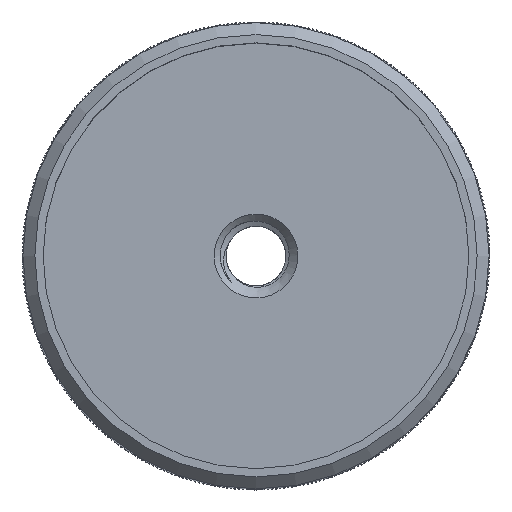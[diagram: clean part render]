
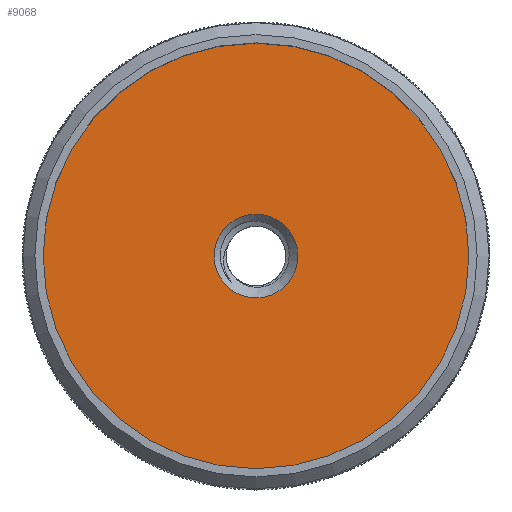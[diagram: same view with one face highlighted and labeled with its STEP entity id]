
A CAD part, top view. The second image highlights one B-rep face of the part: STEP entity #9068.
In plain terms, the highlighted planar face has unit normal (0, 0, 1).
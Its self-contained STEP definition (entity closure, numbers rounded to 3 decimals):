
#9068=ADVANCED_FACE('',(#13048,#13049),#10877,.T.);
#10877=PLANE('',#32610);
#13048=FACE_BOUND('',#13424,.T.);
#13049=FACE_BOUND('',#13425,.T.);
#13424=EDGE_LOOP('',(#16684));
#13425=EDGE_LOOP('',(#16685));
#16684=ORIENTED_EDGE('',*,*,#28253,.T.);
#16685=ORIENTED_EDGE('',*,*,#28252,.F.);
#25357=VERTEX_POINT('',#45999);
#25358=VERTEX_POINT('',#46002);
#28252=EDGE_CURVE('',#25357,#25357,#31871,.T.);
#28253=EDGE_CURVE('',#25358,#25358,#31872,.T.);
#31871=CIRCLE('',#32607,17.809);
#31872=CIRCLE('',#32609,3.5);
#32607=AXIS2_PLACEMENT_3D('',#45998,#36599,#36600);
#32609=AXIS2_PLACEMENT_3D('',#46001,#36603,#36604);
#32610=AXIS2_PLACEMENT_3D('',#46003,#36605,#36606);
#36599=DIRECTION('',(0.,0.,-1.));
#36600=DIRECTION('',(1.,0.,0.));
#36603=DIRECTION('',(0.,0.,-1.));
#36604=DIRECTION('',(1.,0.,0.));
#36605=DIRECTION('',(0.,0.,1.));
#36606=DIRECTION('',(1.,0.,0.));
#45998=CARTESIAN_POINT('',(0.,0.,5.));
#45999=CARTESIAN_POINT('',(17.809,0.,5.));
#46001=CARTESIAN_POINT('',(0.,0.,5.));
#46002=CARTESIAN_POINT('',(-3.068,1.684,5.));
#46003=CARTESIAN_POINT('',(0.,0.,5.));
